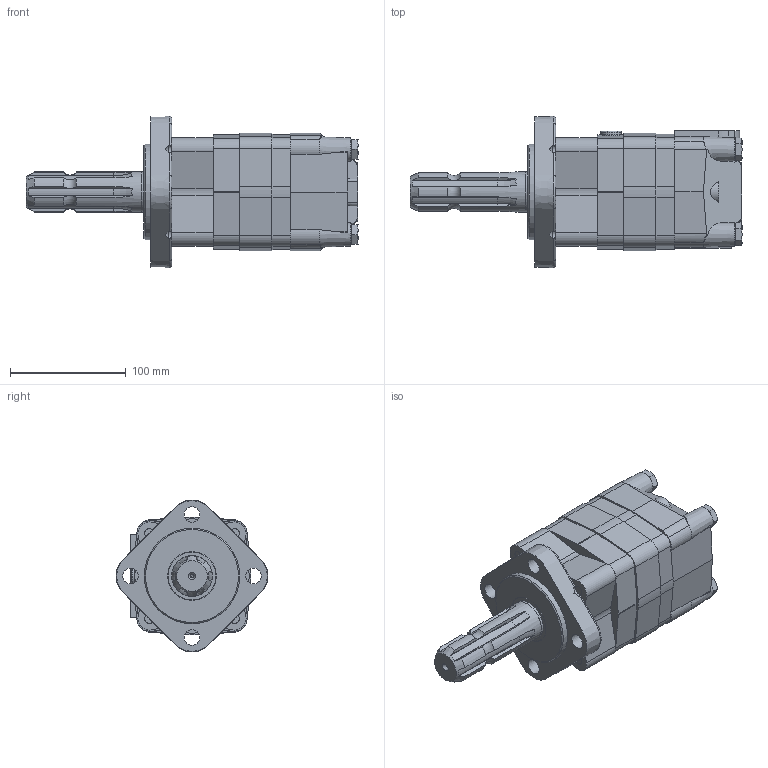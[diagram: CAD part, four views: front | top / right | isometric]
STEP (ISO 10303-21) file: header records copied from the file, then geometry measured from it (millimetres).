
FILE_DESCRIPTION(/* description */ ('STEP AP214'),/* implementation_level */ '2;1');
FILE_NAME(/* name */ 'MS160SL_4',/* time_stamp */ '2023-04-06T09:41:18+02:00',/* author */ ('License CC BY-ND 4.0'),/* organization */ ('CADENAS'),/* preprocessor_version */ 'ST-DEVELOPER v19.3',/* originating_system */ 'PARTsolutions',/* authorisation */ ' ');
FILE_SCHEMA (('AUTOMOTIVE_DESIGN {1 0 10303 214 3 1 1}'));
Length unit declared in the file: millimetre
Products named in the file (8): MS160SL/4; MSSL; Hexagon bolt DIN 931-1 M10x1540; MS-P; MSVP; MS160-D; MSSP; MS-MF
Assembly tree (10 placements, depth 2):
  MS160SL/4
    MSSL
    Hexagon bolt DIN 931-1 M10x1540  x4
    MS-P
    MSVP
    MS160-D
    MSSP
    MS-MF
Bounding box: 287.2 x 131.3 x 131.3 mm (x, y, z)
Volume: 1673091.1 mm3; surface area: 224241.1 mm2
Topology: 10 solids, 10 shells, 456 faces, 1178 edges, 762 vertices
Faces by surface type: plane 184, cylinder 156, cone 79, torus 37
Full cylindrical faces by diameter (mm): 2.2 x4, 3.16 x1, 8.376 x6, 10 x4, 10.1 x6, 10.2 x4, 10.5 x8, 10.8 x4, 13.5 x4, 16 x4, 16.9 x1, 18 x1, 18.631 x2, 21 x1, 22 x4, 34.85 x1, 35 x1, 35.2 x1, 42 x1, 82.5 x1
Entity records: 12437 total; most frequent: CARTESIAN_POINT 2729, DIRECTION 1966, ORIENTED_EDGE 1896, EDGE_CURVE 948, AXIS2_PLACEMENT_3D 785, VERTEX_POINT 668, FACE_BOUND 546, EDGE_LOOP 537
